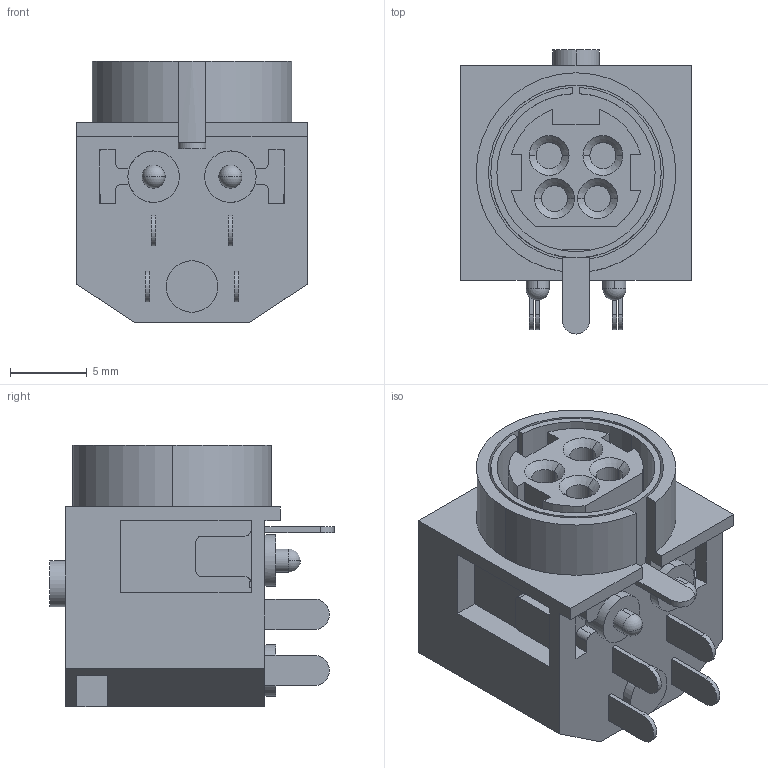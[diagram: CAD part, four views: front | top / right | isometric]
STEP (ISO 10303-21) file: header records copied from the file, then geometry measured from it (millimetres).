
FILE_DESCRIPTION (( 'STEP AP214' ), '1' );
FILE_NAME ('CUI_DEVICES_PD-40.step', '2019-10-20T23:47:56', ( '' ), ( '' ), 'SwSTEP 2.0', 'SolidWorks 2019', '' );
FILE_SCHEMA (( 'AUTOMOTIVE_DESIGN' ));
Length unit declared in the file: inch
Products named in the file (1): CUI_DEVICES_PD-40
Bounding box: 15 x 18.5 x 17 mm (x, y, z)
Volume: 2395.2 mm3; surface area: 2601.1 mm2
Topology: 2 solids, 2 shells, 171 faces, 472 edges, 310 vertices
Faces by surface type: plane 106, cylinder 53, cone 8, sphere 4
Entity records: 7265 total; most frequent: CARTESIAN_POINT 950, DIRECTION 948, ORIENTED_EDGE 936, EDGE_CURVE 468, LINE 332, VECTOR 332, VERTEX_POINT 310, AXIS2_PLACEMENT_3D 308
